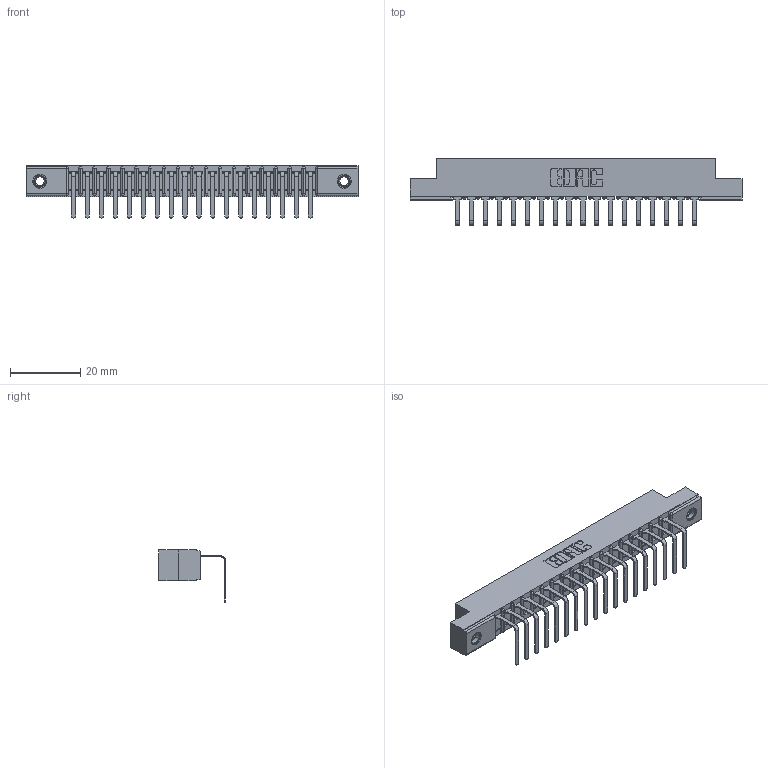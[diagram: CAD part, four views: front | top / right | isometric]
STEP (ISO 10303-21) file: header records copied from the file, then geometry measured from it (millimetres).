
FILE_DESCRIPTION (( 'STEP AP203' ), '1' );
FILE_NAME ('307-018-558-107.STEP', '2019-09-04T13:02:33', ( '' ), ( '' ), 'SwSTEP 2.0', 'SolidWorks 2016', '' );
FILE_SCHEMA (( 'CONFIG_CONTROL_DESIGN' ));
Length unit declared in the file: inch
Products named in the file (4): 345-250-001_345-250-005-103; 307-290-001_558 - 2 (Single); 307-018-558-107; 307 Part_.156 Dia Mounting Holes
Assembly tree (21 placements, depth 2):
  307-018-558-107
    307 Part_.156 Dia Mounting Holes
    307-290-001_558 - 2 (Single)  x18
    345-250-001_345-250-005-103  x2
Bounding box: 94.34 x 18.96 x 14.81 mm (x, y, z)
Volume: 6034 mm3; surface area: 9739 mm2
Topology: 21 solids, 21 shells, 1277 faces, 3591 edges, 2310 vertices
Faces by surface type: plane 804, cylinder 419, sphere 38, cone 12, torus 4
Entity records: 19679 total; most frequent: CARTESIAN_POINT 3287, ORIENTED_EDGE 3266, DIRECTION 3221, EDGE_CURVE 1633, VECTOR 1241, LINE 1241, VERTEX_POINT 1056, AXIS2_PLACEMENT_3D 990
